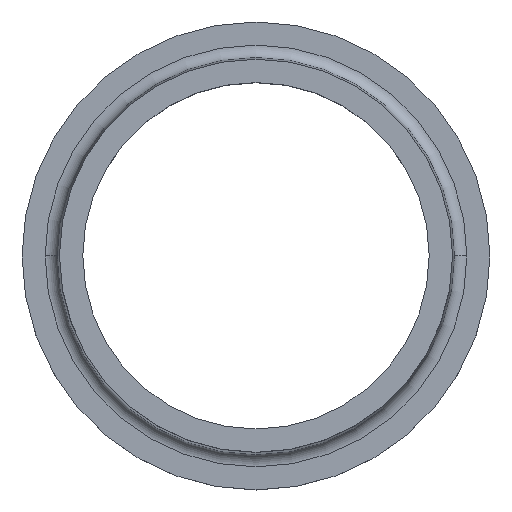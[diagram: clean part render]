
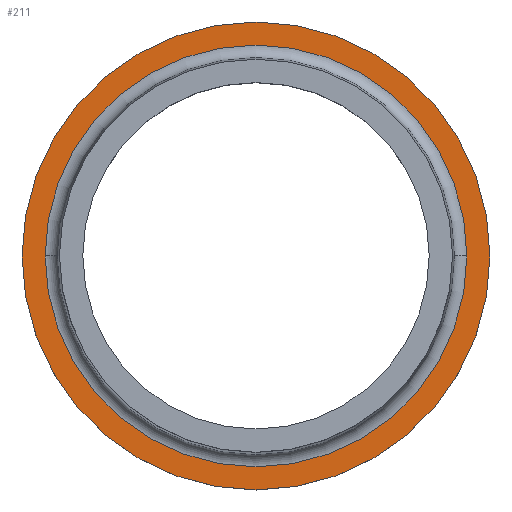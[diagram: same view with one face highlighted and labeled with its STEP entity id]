
A CAD part, top view. The second image highlights one B-rep face of the part: STEP entity #211.
In plain terms, the highlighted planar face has unit normal (0, 0, 1).
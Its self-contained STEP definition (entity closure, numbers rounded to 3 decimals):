
#13 = AXIS2_PLACEMENT_3D ( 'NONE', #119, #208, #243 ) ;
#25 = CARTESIAN_POINT ( 'NONE',  ( 169., 0., 25. ) ) ;
#26 = EDGE_CURVE ( 'NONE', #290, #435, #303, .T. ) ;
#53 = CARTESIAN_POINT ( 'NONE',  ( 0., 0., 25. ) ) ;
#67 = CIRCLE ( 'NONE', #359, 187.5 ) ;
#87 = DIRECTION ( 'NONE',  ( 0., 0., -1. ) ) ;
#89 = AXIS2_PLACEMENT_3D ( 'NONE', #327, #291, #152 ) ;
#99 = DIRECTION ( 'NONE',  ( 0., 0., -1. ) ) ;
#102 = DIRECTION ( 'NONE',  ( 0., 0., -1. ) ) ;
#119 = CARTESIAN_POINT ( 'NONE',  ( 0., 0., 25. ) ) ;
#124 = AXIS2_PLACEMENT_3D ( 'NONE', #53, #87, #200 ) ;
#144 = CIRCLE ( 'NONE', #196, 169. ) ;
#152 = DIRECTION ( 'NONE',  ( 1., 0., 0. ) ) ;
#182 = CIRCLE ( 'NONE', #124, 187.5 ) ;
#184 = FACE_BOUND ( 'NONE', #475, .T. ) ;
#196 = AXIS2_PLACEMENT_3D ( 'NONE', #436, #102, #234 ) ;
#200 = DIRECTION ( 'NONE',  ( -1., 0., 0. ) ) ;
#208 = DIRECTION ( 'NONE',  ( 0., 0., -1. ) ) ;
#211 = ADVANCED_FACE ( 'NONE', ( #184, #444 ), #413, .T. ) ;
#215 = ORIENTED_EDGE ( 'NONE', *, *, #420, .F. ) ;
#223 = VERTEX_POINT ( 'NONE', #481 ) ;
#234 = DIRECTION ( 'NONE',  ( -1., 0., 0. ) ) ;
#243 = DIRECTION ( 'NONE',  ( -1., 0., 0. ) ) ;
#245 = CARTESIAN_POINT ( 'NONE',  ( -187.5, 0., 25. ) ) ;
#289 = ORIENTED_EDGE ( 'NONE', *, *, #370, .F. ) ;
#290 = VERTEX_POINT ( 'NONE', #25 ) ;
#291 = DIRECTION ( 'NONE',  ( 0., 0., 1. ) ) ;
#303 = CIRCLE ( 'NONE', #13, 169. ) ;
#320 = ORIENTED_EDGE ( 'NONE', *, *, #26, .T. ) ;
#327 = CARTESIAN_POINT ( 'NONE',  ( 0., 187.5, 25. ) ) ;
#334 = EDGE_CURVE ( 'NONE', #435, #290, #144, .T. ) ;
#345 = CARTESIAN_POINT ( 'NONE',  ( -169., 0., 25. ) ) ;
#359 = AXIS2_PLACEMENT_3D ( 'NONE', #428, #99, #422 ) ;
#370 = EDGE_CURVE ( 'NONE', #223, #441, #182, .T. ) ;
#413 = PLANE ( 'NONE',  #89 ) ;
#420 = EDGE_CURVE ( 'NONE', #441, #223, #67, .T. ) ;
#422 = DIRECTION ( 'NONE',  ( -1., 0., 0. ) ) ;
#427 = ORIENTED_EDGE ( 'NONE', *, *, #334, .T. ) ;
#428 = CARTESIAN_POINT ( 'NONE',  ( 0., 0., 25. ) ) ;
#435 = VERTEX_POINT ( 'NONE', #345 ) ;
#436 = CARTESIAN_POINT ( 'NONE',  ( 0., 0., 25. ) ) ;
#441 = VERTEX_POINT ( 'NONE', #245 ) ;
#444 = FACE_OUTER_BOUND ( 'NONE', #461, .T. ) ;
#461 = EDGE_LOOP ( 'NONE', ( #215, #289 ) ) ;
#475 = EDGE_LOOP ( 'NONE', ( #427, #320 ) ) ;
#481 = CARTESIAN_POINT ( 'NONE',  ( 187.5, 0., 25. ) ) ;
